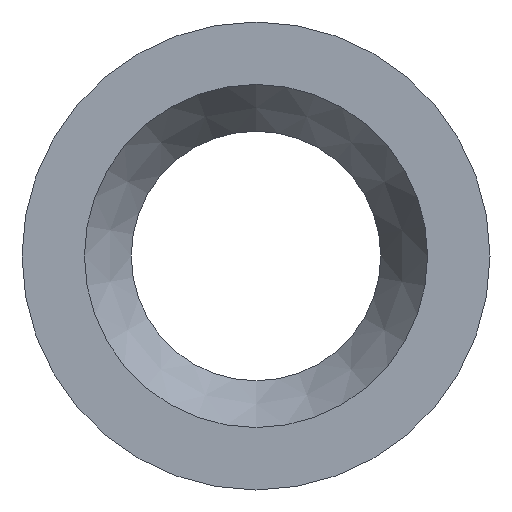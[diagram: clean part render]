
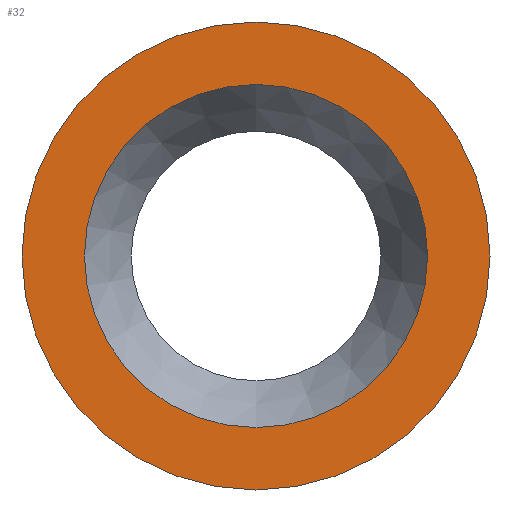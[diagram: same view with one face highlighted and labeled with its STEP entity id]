
A CAD part, left-side view. The second image highlights one B-rep face of the part: STEP entity #32.
In plain terms, the highlighted planar face has unit normal (-1, 0, 0).
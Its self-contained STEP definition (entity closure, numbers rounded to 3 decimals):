
#32=ADVANCED_FACE('',(#63,#64),#65,.T.);
#63=FACE_OUTER_BOUND('',#94,.T.);
#64=FACE_BOUND('',#95,.T.);
#65=PLANE('',#96);
#94=EDGE_LOOP('',(#121));
#95=EDGE_LOOP('',(#122));
#96=AXIS2_PLACEMENT_3D('',#123,#124,#125);
#121=ORIENTED_EDGE('',*,*,#154,.T.);
#122=ORIENTED_EDGE('',*,*,#155,.F.);
#123=CARTESIAN_POINT('',(3.5,0.55,0.0));
#124=DIRECTION('',(-1.0,0.0,0.0));
#125=DIRECTION('',(0.0,0.0,1.0));
#154=EDGE_CURVE('',#168,#168,#169,.T.);
#155=EDGE_CURVE('',#170,#170,#171,.T.);
#168=VERTEX_POINT('',#186);
#169=CIRCLE('',#187,0.75);
#170=VERTEX_POINT('',#188);
#171=CIRCLE('',#189,0.55);
#186=CARTESIAN_POINT('',(3.5,0.0,0.75));
#187=AXIS2_PLACEMENT_3D('',#204,#205,#206);
#188=CARTESIAN_POINT('',(3.5,0.0,0.55));
#189=AXIS2_PLACEMENT_3D('',#207,#208,#209);
#204=CARTESIAN_POINT('',(3.5,0.0,0.0));
#205=DIRECTION('',(-1.0,0.0,0.0));
#206=DIRECTION('',(0.0,0.0,1.0));
#207=CARTESIAN_POINT('',(3.5,0.0,0.0));
#208=DIRECTION('',(-1.0,0.0,0.0));
#209=DIRECTION('',(0.0,0.0,1.0));
